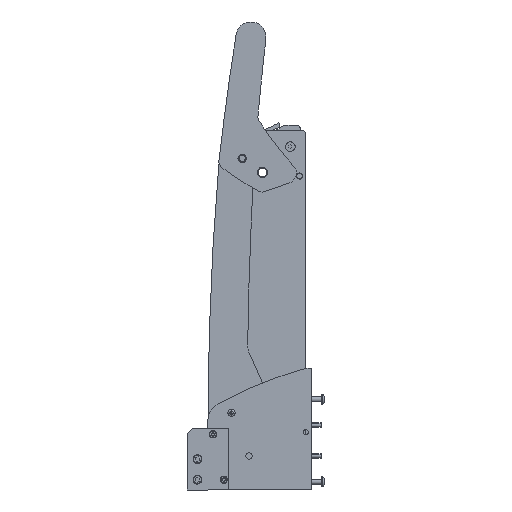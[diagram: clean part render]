
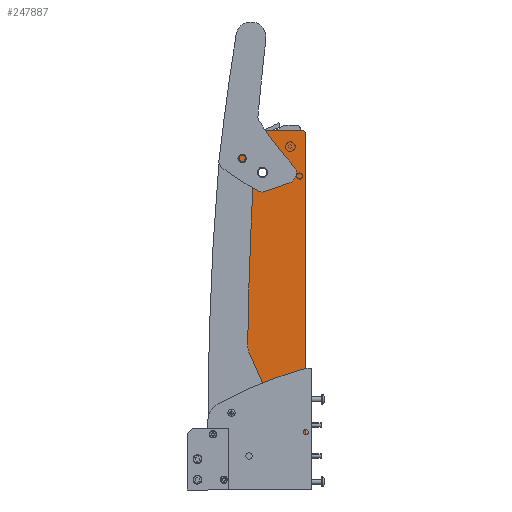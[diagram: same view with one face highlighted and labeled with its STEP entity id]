
A CAD part, left-side view. The second image highlights one B-rep face of the part: STEP entity #247887.
In plain terms, the highlighted face is planar.
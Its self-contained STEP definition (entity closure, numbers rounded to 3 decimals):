
#864 = AXIS2_PLACEMENT_3D ( 'NONE', #234368, #45616, #176406 ) ;
#4135 = VERTEX_POINT ( 'NONE', #267323 ) ;
#6089 = DIRECTION ( 'NONE',  ( -1., 0., 0. ) ) ;
#10246 = VERTEX_POINT ( 'NONE', #193694 ) ;
#11000 = VERTEX_POINT ( 'NONE', #260224 ) ;
#14624 = DIRECTION ( 'NONE',  ( 0., 0., -1. ) ) ;
#21658 = DIRECTION ( 'NONE',  ( 1., 0., 0. ) ) ;
#22112 = DIRECTION ( 'NONE',  ( 0., 0., -1. ) ) ;
#23044 = ORIENTED_EDGE ( 'NONE', *, *, #225942, .F. ) ;
#23073 = EDGE_CURVE ( 'NONE', #250636, #121202, #246595, .T. ) ;
#23636 = CARTESIAN_POINT ( 'NONE',  ( -171.5, 40., -5. ) ) ;
#26330 = CARTESIAN_POINT ( 'NONE',  ( -130.5, 2., -5. ) ) ;
#45616 = DIRECTION ( 'NONE',  ( 0., 0., -1. ) ) ;
#45629 = FACE_BOUND ( 'NONE', #248554, .T. ) ;
#56762 = ORIENTED_EDGE ( 'NONE', *, *, #102104, .T. ) ;
#63308 = DIRECTION ( 'NONE',  ( -1., 0., 0. ) ) ;
#63576 = FACE_OUTER_BOUND ( 'NONE', #84997, .T. ) ;
#63854 = CARTESIAN_POINT ( 'NONE',  ( 167.5, -40., -5. ) ) ;
#66593 = CARTESIAN_POINT ( 'NONE',  ( -167.5, -40., -5. ) ) ;
#69652 = AXIS2_PLACEMENT_3D ( 'NONE', #244922, #140221, #109671 ) ;
#79216 = AXIS2_PLACEMENT_3D ( 'NONE', #100023, #240634, #115218 ) ;
#82357 = VECTOR ( 'NONE', #191506, 1000. ) ;
#82765 = LINE ( 'NONE', #188798, #209969 ) ;
#84997 = EDGE_LOOP ( 'NONE', ( #150314, #249313, #172772, #203190, #127045, #56762, #23044, #175790 ) ) ;
#85432 = ORIENTED_EDGE ( 'NONE', *, *, #142488, .T. ) ;
#85637 = PLANE ( 'NONE',  #201675 ) ;
#90767 = CIRCLE ( 'NONE', #126001, 4. ) ;
#92193 = CARTESIAN_POINT ( 'NONE',  ( -167.5, 36., -5. ) ) ;
#95718 = AXIS2_PLACEMENT_3D ( 'NONE', #150065, #101965, #63308 ) ;
#98650 = DIRECTION ( 'NONE',  ( -1., 0., 0. ) ) ;
#100023 = CARTESIAN_POINT ( 'NONE',  ( -167.5, -36., -5. ) ) ;
#101965 = DIRECTION ( 'NONE',  ( 0., 0., -1. ) ) ;
#102104 = EDGE_CURVE ( 'NONE', #115612, #200500, #90767, .T. ) ;
#102579 = CIRCLE ( 'NONE', #199288, 4. ) ;
#102943 = CARTESIAN_POINT ( 'NONE',  ( -171.5, -40., -5. ) ) ;
#103768 = CARTESIAN_POINT ( 'NONE',  ( -171.5, 36., -5. ) ) ;
#105944 = EDGE_CURVE ( 'NONE', #10246, #214446, #214827, .T. ) ;
#107291 = CARTESIAN_POINT ( 'NONE',  ( 167.5, 40., -5. ) ) ;
#109671 = DIRECTION ( 'NONE',  ( -1., 0., 0. ) ) ;
#115218 = DIRECTION ( 'NONE',  ( -1., 0., 0. ) ) ;
#115612 = VERTEX_POINT ( 'NONE', #103768 ) ;
#121202 = VERTEX_POINT ( 'NONE', #243559 ) ;
#121372 = EDGE_CURVE ( 'NONE', #250636, #136754, #186963, .T. ) ;
#126001 = AXIS2_PLACEMENT_3D ( 'NONE', #92193, #14624, #98650 ) ;
#127045 = ORIENTED_EDGE ( 'NONE', *, *, #244891, .F. ) ;
#128765 = LINE ( 'NONE', #132820, #188331 ) ;
#129812 = CARTESIAN_POINT ( 'NONE',  ( 147.5, 0., -5. ) ) ;
#132820 = CARTESIAN_POINT ( 'NONE',  ( -171.5, 40., -5. ) ) ;
#133761 = DIRECTION ( 'NONE',  ( 1., 0., 0. ) ) ;
#136754 = VERTEX_POINT ( 'NONE', #63854 ) ;
#140221 = DIRECTION ( 'NONE',  ( 0., 0., -1. ) ) ;
#140609 = AXIS2_PLACEMENT_3D ( 'NONE', #26330, #212337, #133761 ) ;
#142488 = EDGE_CURVE ( 'NONE', #147534, #11000, #102579, .T. ) ;
#144408 = CARTESIAN_POINT ( 'NONE',  ( 171.5, -36., -5. ) ) ;
#147534 = VERTEX_POINT ( 'NONE', #182621 ) ;
#150065 = CARTESIAN_POINT ( 'NONE',  ( 144.5, 0., -5. ) ) ;
#150314 = ORIENTED_EDGE ( 'NONE', *, *, #244933, .F. ) ;
#150337 = FACE_BOUND ( 'NONE', #154742, .T. ) ;
#154742 = EDGE_LOOP ( 'NONE', ( #257959, #217590 ) ) ;
#158522 = EDGE_CURVE ( 'NONE', #265273, #136754, #159338, .T. ) ;
#159338 = CIRCLE ( 'NONE', #864, 4. ) ;
#163019 = ORIENTED_EDGE ( 'NONE', *, *, #198236, .T. ) ;
#172772 = ORIENTED_EDGE ( 'NONE', *, *, #121372, .F. ) ;
#175079 = CARTESIAN_POINT ( 'NONE',  ( -167.5, 40., -5. ) ) ;
#175790 = ORIENTED_EDGE ( 'NONE', *, *, #190544, .T. ) ;
#176406 = DIRECTION ( 'NONE',  ( -1., 0., 0. ) ) ;
#182621 = CARTESIAN_POINT ( 'NONE',  ( -134.5, 2., -5. ) ) ;
#186963 = LINE ( 'NONE', #102943, #265678 ) ;
#188331 = VECTOR ( 'NONE', #6089, 1000. ) ;
#188798 = CARTESIAN_POINT ( 'NONE',  ( -171.5, -40., -5. ) ) ;
#190139 = CARTESIAN_POINT ( 'NONE',  ( 171.5, -40., -5. ) ) ;
#190544 = EDGE_CURVE ( 'NONE', #194908, #4135, #213110, .T. ) ;
#191506 = DIRECTION ( 'NONE',  ( 0., 1., 0. ) ) ;
#191661 = DIRECTION ( 'NONE',  ( 0., 0., -1. ) ) ;
#193007 = DIRECTION ( 'NONE',  ( -1., 0., 0. ) ) ;
#193694 = CARTESIAN_POINT ( 'NONE',  ( 141.5, 0., -5. ) ) ;
#194908 = VERTEX_POINT ( 'NONE', #107291 ) ;
#198236 = EDGE_CURVE ( 'NONE', #11000, #147534, #233016, .T. ) ;
#199288 = AXIS2_PLACEMENT_3D ( 'NONE', #253589, #234214, #254924 ) ;
#200500 = VERTEX_POINT ( 'NONE', #175079 ) ;
#201675 = AXIS2_PLACEMENT_3D ( 'NONE', #23636, #191661, #193007 ) ;
#203190 = ORIENTED_EDGE ( 'NONE', *, *, #23073, .T. ) ;
#209969 = VECTOR ( 'NONE', #210828, 1000. ) ;
#210828 = DIRECTION ( 'NONE',  ( 0., -1., 0. ) ) ;
#212337 = DIRECTION ( 'NONE',  ( 0., 0., 1. ) ) ;
#213110 = CIRCLE ( 'NONE', #266058, 4. ) ;
#214446 = VERTEX_POINT ( 'NONE', #129812 ) ;
#214827 = CIRCLE ( 'NONE', #69652, 3. ) ;
#217590 = ORIENTED_EDGE ( 'NONE', *, *, #225353, .F. ) ;
#225353 = EDGE_CURVE ( 'NONE', #214446, #10246, #245204, .T. ) ;
#225942 = EDGE_CURVE ( 'NONE', #194908, #200500, #128765, .T. ) ;
#233016 = CIRCLE ( 'NONE', #140609, 4. ) ;
#234214 = DIRECTION ( 'NONE',  ( 0., 0., 1. ) ) ;
#234221 = LINE ( 'NONE', #190139, #82357 ) ;
#234368 = CARTESIAN_POINT ( 'NONE',  ( 167.5, -36., -5. ) ) ;
#240634 = DIRECTION ( 'NONE',  ( 0., 0., -1. ) ) ;
#243559 = CARTESIAN_POINT ( 'NONE',  ( -171.5, -36., -5. ) ) ;
#244891 = EDGE_CURVE ( 'NONE', #115612, #121202, #82765, .T. ) ;
#244922 = CARTESIAN_POINT ( 'NONE',  ( 144.5, 0., -5. ) ) ;
#244933 = EDGE_CURVE ( 'NONE', #265273, #4135, #234221, .T. ) ;
#245204 = CIRCLE ( 'NONE', #95718, 3. ) ;
#246595 = CIRCLE ( 'NONE', #79216, 4. ) ;
#247887 = ADVANCED_FACE ( 'NONE', ( #150337, #45629, #63576 ), #85637, .T. ) ;
#248121 = DIRECTION ( 'NONE',  ( -1., 0., 0. ) ) ;
#248554 = EDGE_LOOP ( 'NONE', ( #163019, #85432 ) ) ;
#249313 = ORIENTED_EDGE ( 'NONE', *, *, #158522, .T. ) ;
#249488 = CARTESIAN_POINT ( 'NONE',  ( 167.5, 36., -5. ) ) ;
#250636 = VERTEX_POINT ( 'NONE', #66593 ) ;
#253589 = CARTESIAN_POINT ( 'NONE',  ( -130.5, 2., -5. ) ) ;
#254924 = DIRECTION ( 'NONE',  ( 1., 0., 0. ) ) ;
#257959 = ORIENTED_EDGE ( 'NONE', *, *, #105944, .F. ) ;
#260224 = CARTESIAN_POINT ( 'NONE',  ( -126.5, 2., -5. ) ) ;
#265273 = VERTEX_POINT ( 'NONE', #144408 ) ;
#265678 = VECTOR ( 'NONE', #21658, 1000. ) ;
#266058 = AXIS2_PLACEMENT_3D ( 'NONE', #249488, #22112, #248121 ) ;
#267323 = CARTESIAN_POINT ( 'NONE',  ( 171.5, 36., -5. ) ) ;
